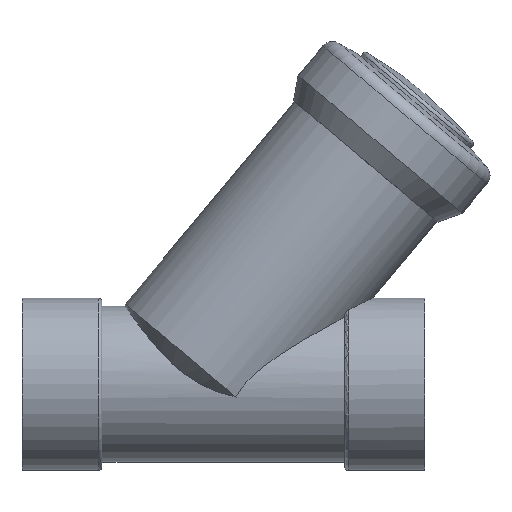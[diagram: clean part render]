
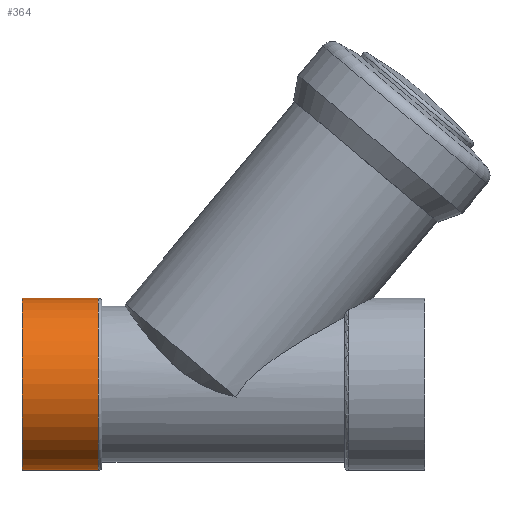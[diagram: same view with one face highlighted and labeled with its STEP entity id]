
A CAD part, front view. The second image highlights one B-rep face of the part: STEP entity #364.
In plain terms, the highlighted cylindrical face has radius 69.5 mm (diameter 139 mm), a full revolution.
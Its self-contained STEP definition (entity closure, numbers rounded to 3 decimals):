
#54=CYLINDRICAL_SURFACE($,#416,69.5);
#72=FACE_BOUND($,#129,.T.);
#89=FACE_OUTER_BOUND($,#128,.T.);
#128=EDGE_LOOP($,(#302));
#129=EDGE_LOOP($,(#303));
#159=CIRCLE($,#396,69.5);
#163=CIRCLE($,#402,69.5);
#185=VERTEX_POINT($,#591);
#189=VERTEX_POINT($,#601);
#221=EDGE_CURVE($,#185,#185,#159,.T.);
#225=EDGE_CURVE($,#189,#189,#163,.T.);
#302=ORIENTED_EDGE($,*,*,#221,.F.);
#303=ORIENTED_EDGE($,*,*,#225,.T.);
#364=ADVANCED_FACE($,(#89,#72),#54,.T.);
#396=AXIS2_PLACEMENT_3D($,#592,#471,#472);
#402=AXIS2_PLACEMENT_3D($,#602,#483,#484);
#416=AXIS2_PLACEMENT_3D($,#790,#511,#512);
#471=DIRECTION('center_axis',(-1.,0.,0.));
#472=DIRECTION('ref_axis',(0.,0.,-1.));
#483=DIRECTION('center_axis',(-1.,0.,0.));
#484=DIRECTION('ref_axis',(0.,0.,-1.));
#511=DIRECTION('center_axis',(-1.,0.,0.));
#512=DIRECTION('ref_axis',(0.,0.,-1.));
#591=CARTESIAN_POINT('',(-60.5,0.,69.5));
#592=CARTESIAN_POINT('Origin',(-60.5,0.,0.));
#601=CARTESIAN_POINT('',(1.,0.,69.5));
#602=CARTESIAN_POINT('Origin',(1.,0.,0.));
#790=CARTESIAN_POINT('Origin',(-28.5,0.,0.));
